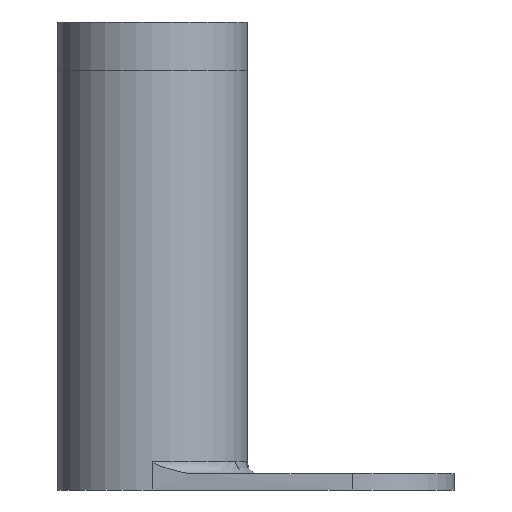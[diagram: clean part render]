
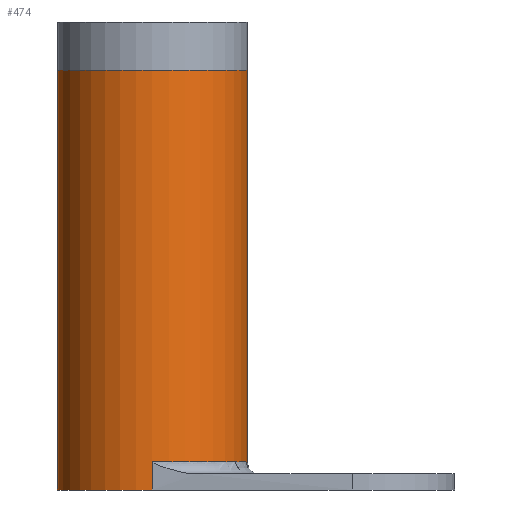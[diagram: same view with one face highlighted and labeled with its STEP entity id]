
A CAD part, left-side view. The second image highlights one B-rep face of the part: STEP entity #474.
In plain terms, the highlighted cylindrical face has radius 11.75 mm (diameter 23.5 mm), a partial arc.
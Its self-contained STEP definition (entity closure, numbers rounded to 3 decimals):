
#34=CYLINDRICAL_SURFACE('',#522,11.75);
#53=FACE_OUTER_BOUND('',#81,.T.);
#81=EDGE_LOOP('',(#331,#332,#333,#334,#335,#336,#337,#338));
#120=LINE('',#768,#147);
#121=LINE('',#772,#148);
#122=LINE('',#775,#149);
#123=LINE('',#776,#150);
#147=VECTOR('',#597,10.);
#148=VECTOR('',#600,10.);
#149=VECTOR('',#603,10.);
#150=VECTOR('',#604,10.);
#172=CIRCLE('',#516,11.75);
#174=CIRCLE('',#519,11.75);
#177=CIRCLE('',#523,11.75);
#178=CIRCLE('',#524,11.75);
#208=VERTEX_POINT('',#732);
#209=VERTEX_POINT('',#733);
#213=VERTEX_POINT('',#742);
#214=VERTEX_POINT('',#761);
#216=VERTEX_POINT('',#767);
#217=VERTEX_POINT('',#769);
#218=VERTEX_POINT('',#771);
#219=VERTEX_POINT('',#773);
#254=EDGE_CURVE('',#208,#209,#172,.T.);
#259=EDGE_CURVE('',#213,#214,#174,.T.);
#262=EDGE_CURVE('',#216,#213,#120,.T.);
#263=EDGE_CURVE('',#216,#217,#177,.T.);
#264=EDGE_CURVE('',#217,#218,#121,.T.);
#265=EDGE_CURVE('',#219,#218,#178,.T.);
#266=EDGE_CURVE('',#219,#209,#122,.T.);
#267=EDGE_CURVE('',#214,#208,#123,.T.);
#331=ORIENTED_EDGE('',*,*,#259,.F.);
#332=ORIENTED_EDGE('',*,*,#262,.F.);
#333=ORIENTED_EDGE('',*,*,#263,.T.);
#334=ORIENTED_EDGE('',*,*,#264,.T.);
#335=ORIENTED_EDGE('',*,*,#265,.F.);
#336=ORIENTED_EDGE('',*,*,#266,.T.);
#337=ORIENTED_EDGE('',*,*,#254,.F.);
#338=ORIENTED_EDGE('',*,*,#267,.F.);
#474=ADVANCED_FACE('',(#53),#34,.T.);
#516=AXIS2_PLACEMENT_3D('',#734,#581,#582);
#519=AXIS2_PLACEMENT_3D('',#762,#589,#590);
#522=AXIS2_PLACEMENT_3D('',#766,#595,#596);
#523=AXIS2_PLACEMENT_3D('',#770,#598,#599);
#524=AXIS2_PLACEMENT_3D('',#774,#601,#602);
#581=DIRECTION('center_axis',(0.,0.,1.));
#582=DIRECTION('ref_axis',(1.,0.,0.));
#589=DIRECTION('center_axis',(0.,0.,-1.));
#590=DIRECTION('ref_axis',(0.966,-0.259,0.));
#595=DIRECTION('center_axis',(0.,0.,1.));
#596=DIRECTION('ref_axis',(-0.707,0.707,0.));
#597=DIRECTION('',(0.,0.,1.));
#598=DIRECTION('center_axis',(0.,0.,1.));
#599=DIRECTION('ref_axis',(1.,0.,0.));
#600=DIRECTION('',(0.,0.,1.));
#601=DIRECTION('center_axis',(0.,0.,-1.));
#602=DIRECTION('ref_axis',(-0.5,-0.866,0.));
#603=DIRECTION('',(0.,0.,1.));
#604=DIRECTION('',(0.,0.,1.));
#732=CARTESIAN_POINT('',(10.176,19.125,52.));
#733=CARTESIAN_POINT('',(5.875,14.824,52.));
#734=CARTESIAN_POINT('Origin',(0.,25.,52.));
#742=CARTESIAN_POINT('',(11.75,25.,3.5));
#761=CARTESIAN_POINT('',(10.176,19.125,3.5));
#762=CARTESIAN_POINT('Origin',(0.,25.,3.5));
#766=CARTESIAN_POINT('Origin',(0.,25.,0.));
#767=CARTESIAN_POINT('',(11.75,25.,0.));
#768=CARTESIAN_POINT('',(11.75,25.,0.));
#769=CARTESIAN_POINT('',(-11.75,25.,0.));
#770=CARTESIAN_POINT('Origin',(0.,25.,0.));
#771=CARTESIAN_POINT('',(-11.75,25.,3.5));
#772=CARTESIAN_POINT('',(-11.75,25.,0.));
#773=CARTESIAN_POINT('',(5.875,14.824,3.5));
#774=CARTESIAN_POINT('Origin',(0.,25.,3.5));
#775=CARTESIAN_POINT('',(5.875,14.824,0.));
#776=CARTESIAN_POINT('',(10.176,19.125,0.));
